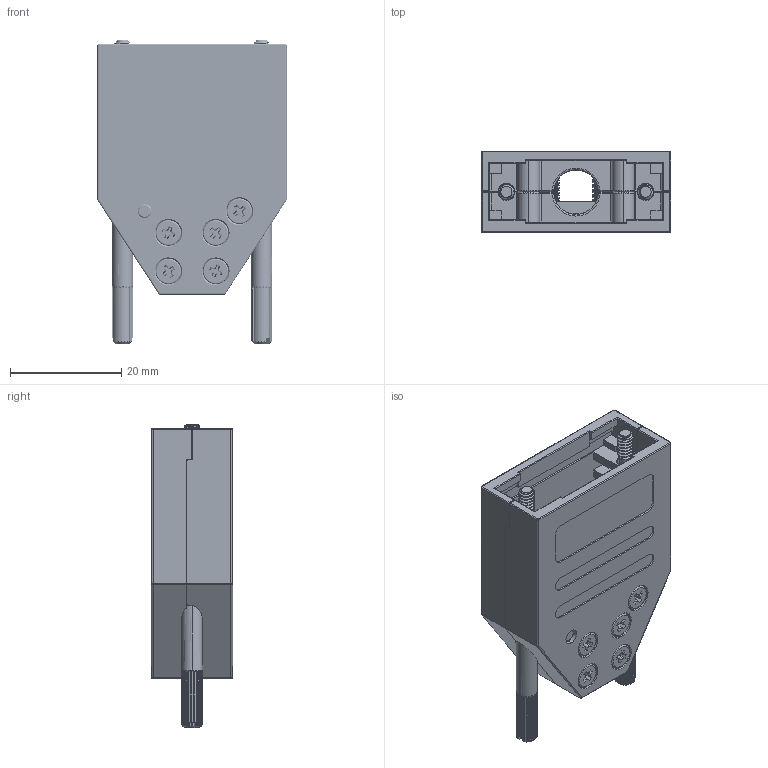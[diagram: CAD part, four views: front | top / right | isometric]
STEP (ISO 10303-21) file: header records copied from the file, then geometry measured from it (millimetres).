
FILE_DESCRIPTION (( 'STEP AP214' ), '1' );
FILE_NAME ('6688-9601.STEP', '2023-05-04T09:15:11', ( '' ), ( '' ), 'SwSTEP 2.0', 'SolidWorks 2021', '' );
FILE_SCHEMA (( 'AUTOMOTIVE_DESIGN' ));
Length unit declared in the file: millimetre
Products named in the file (5): 6855-0117-10; 6805-0305-01; 6826-0143-02; 6830-0112-01; 6688-9601
Assembly tree (12 placements, depth 2):
  6688-9601
    6805-0305-01  x2
    6826-0143-02  x2
    6830-0112-01  x2
    6855-0117-10  x6
Bounding box: 34 x 14.6 x 54.5 mm (x, y, z)
Volume: 7764 mm3; surface area: 13263.5 mm2
Topology: 12 solids, 12 shells, 1694 faces, 4696 edges, 3012 vertices
Faces by surface type: cylinder 800, plane 520, bspline 148, torus 108, cone 82, sphere 36
Entity records: 32357 total; most frequent: CARTESIAN_POINT 16394, ORIENTED_EDGE 3670, DIRECTION 2950, EDGE_CURVE 1835, VERTEX_POINT 1182, AXIS2_PLACEMENT_3D 1079, LINE 792, VECTOR 792
